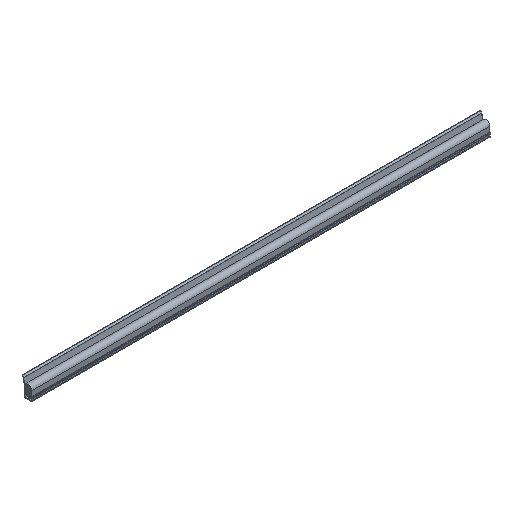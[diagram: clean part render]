
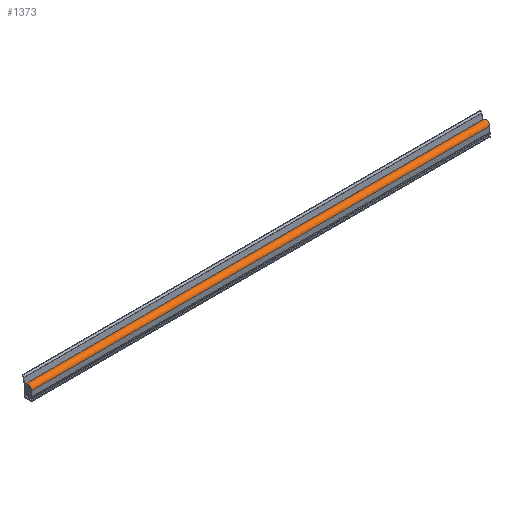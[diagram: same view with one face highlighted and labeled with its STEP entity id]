
A CAD part, isometric view. The second image highlights one B-rep face of the part: STEP entity #1373.
In plain terms, the highlighted cylindrical face has radius 12.5 mm (diameter 25 mm), a partial arc.
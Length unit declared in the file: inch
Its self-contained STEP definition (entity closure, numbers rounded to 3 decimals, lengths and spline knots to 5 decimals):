
#28 = DIRECTION ( 'NONE',  ( 0., -1., 0. ) ) ;
#59 = EDGE_CURVE ( 'NONE', #870, #168, #1821, .T. ) ;
#118 = FACE_OUTER_BOUND ( 'NONE', #1542, .T. ) ;
#168 = VERTEX_POINT ( 'NONE', #1600 ) ;
#248 = DIRECTION ( 'NONE',  ( 1., 0., 0. ) ) ;
#403 = CARTESIAN_POINT ( 'NONE',  ( 0., 0., 1.24016 ) ) ;
#569 = CARTESIAN_POINT ( 'NONE',  ( 60., 0., 1.24016 ) ) ;
#796 = DIRECTION ( 'NONE',  ( -1., 0., 0. ) ) ;
#862 = VERTEX_POINT ( 'NONE', #403 ) ;
#870 = VERTEX_POINT ( 'NONE', #569 ) ;
#938 = EDGE_CURVE ( 'NONE', #862, #1381, #987, .T. ) ;
#987 = CIRCLE ( 'NONE', #1911, 0.49213 ) ;
#1012 = VECTOR ( 'NONE', #1924, 39.37008 ) ;
#1029 = LINE ( 'NONE', #1664, #1603 ) ;
#1066 = ORIENTED_EDGE ( 'NONE', *, *, #59, .T. ) ;
#1072 = DIRECTION ( 'NONE',  ( -1., 0., 0. ) ) ;
#1093 = DIRECTION ( 'NONE',  ( 0., -1., 0. ) ) ;
#1096 = ORIENTED_EDGE ( 'NONE', *, *, #1560, .F. ) ;
#1105 = CARTESIAN_POINT ( 'NONE',  ( 0., 0.49213, 1.24016 ) ) ;
#1134 = AXIS2_PLACEMENT_3D ( 'NONE', #1281, #1072, #1572 ) ;
#1156 = CARTESIAN_POINT ( 'NONE',  ( 60., 0.49213, 1.24016 ) ) ;
#1247 = CYLINDRICAL_SURFACE ( 'NONE', #1134, 0.49213 ) ;
#1281 = CARTESIAN_POINT ( 'NONE',  ( 60., 0.49213, 1.24016 ) ) ;
#1373 = ADVANCED_FACE ( 'NONE', ( #118 ), #1247, .T. ) ;
#1381 = VERTEX_POINT ( 'NONE', #1441 ) ;
#1416 = LINE ( 'NONE', #2058, #1012 ) ;
#1441 = CARTESIAN_POINT ( 'NONE',  ( 0., 0.939, 1.4463 ) ) ;
#1475 = ORIENTED_EDGE ( 'NONE', *, *, #938, .F. ) ;
#1542 = EDGE_LOOP ( 'NONE', ( #1096, #1475, #1849, #1066 ) ) ;
#1560 = EDGE_CURVE ( 'NONE', #1381, #168, #1029, .T. ) ;
#1572 = DIRECTION ( 'NONE',  ( 0., -1., 0. ) ) ;
#1600 = CARTESIAN_POINT ( 'NONE',  ( 60., 0.939, 1.4463 ) ) ;
#1603 = VECTOR ( 'NONE', #248, 39.37008 ) ;
#1645 = AXIS2_PLACEMENT_3D ( 'NONE', #1156, #1803, #28 ) ;
#1664 = CARTESIAN_POINT ( 'NONE',  ( 30., 0.939, 1.4463 ) ) ;
#1743 = EDGE_CURVE ( 'NONE', #870, #862, #1416, .T. ) ;
#1803 = DIRECTION ( 'NONE',  ( -1., 0., 0. ) ) ;
#1821 = CIRCLE ( 'NONE', #1645, 0.49213 ) ;
#1849 = ORIENTED_EDGE ( 'NONE', *, *, #1743, .F. ) ;
#1911 = AXIS2_PLACEMENT_3D ( 'NONE', #1105, #796, #1093 ) ;
#1924 = DIRECTION ( 'NONE',  ( -1., 0., 0. ) ) ;
#2058 = CARTESIAN_POINT ( 'NONE',  ( 30., 0., 1.24016 ) ) ;
